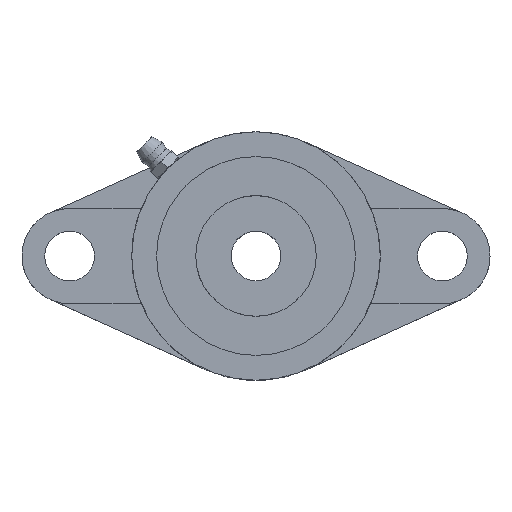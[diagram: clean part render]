
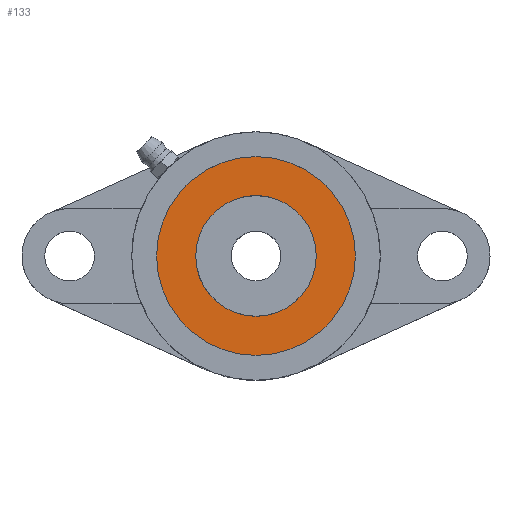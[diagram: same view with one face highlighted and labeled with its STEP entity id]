
A CAD part, top view. The second image highlights one B-rep face of the part: STEP entity #133.
In plain terms, the highlighted planar face has unit normal (0, 0, 1).
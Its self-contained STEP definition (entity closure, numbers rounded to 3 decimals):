
#133 = ADVANCED_FACE( '', ( #329, #330 ), #331, .T. );
#329 = FACE_BOUND( '', #619, .T. );
#330 = FACE_OUTER_BOUND( '', #620, .T. );
#331 = PLANE( '', #621 );
#619 = EDGE_LOOP( '', ( #909 ) );
#620 = EDGE_LOOP( '', ( #910 ) );
#621 = AXIS2_PLACEMENT_3D( '', #911, #912, #913 );
#909 = ORIENTED_EDGE( '', *, *, #1541, .T. );
#910 = ORIENTED_EDGE( '', *, *, #1542, .F. );
#911 = CARTESIAN_POINT( '', ( 0., 24., 21.675 ) );
#912 = DIRECTION( '', ( 0., 0., 1. ) );
#913 = DIRECTION( '', ( 1., 0., 0. ) );
#1541 = EDGE_CURVE( '', #1792, #1792, #1793, .T. );
#1542 = EDGE_CURVE( '', #1794, #1794, #1795, .T. );
#1792 = VERTEX_POINT( '', #2150 );
#1793 = CIRCLE( '', #2151, 14.55 );
#1794 = VERTEX_POINT( '', #2152 );
#1795 = CIRCLE( '', #2153, 24. );
#2150 = CARTESIAN_POINT( '', ( -14.55, 0., 21.675 ) );
#2151 = AXIS2_PLACEMENT_3D( '', #2981, #2982, #2983 );
#2152 = CARTESIAN_POINT( '', ( -24., 0., 21.675 ) );
#2153 = AXIS2_PLACEMENT_3D( '', #2984, #2985, #2986 );
#2981 = CARTESIAN_POINT( '', ( 0., 0., 21.675 ) );
#2982 = DIRECTION( '', ( 0., 0., -1. ) );
#2983 = DIRECTION( '', ( -1., 0., 0. ) );
#2984 = CARTESIAN_POINT( '', ( 0., 0., 21.675 ) );
#2985 = DIRECTION( '', ( 0., 0., -1. ) );
#2986 = DIRECTION( '', ( -1., 0., 0. ) );
